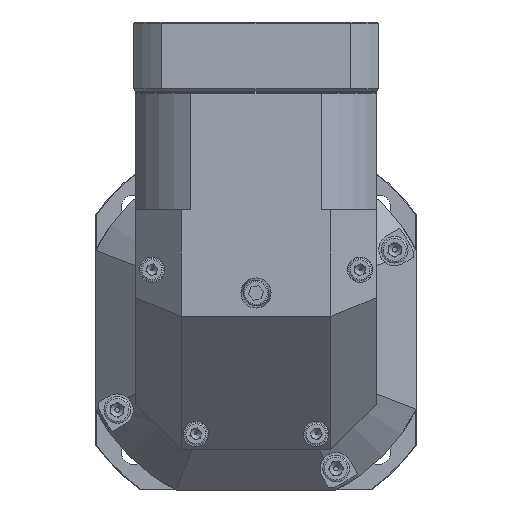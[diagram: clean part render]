
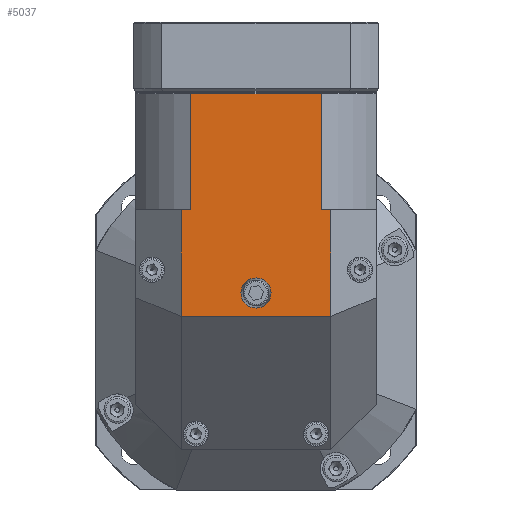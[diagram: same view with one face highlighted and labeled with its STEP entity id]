
A CAD part, front view. The second image highlights one B-rep face of the part: STEP entity #5037.
In plain terms, the highlighted planar face has unit normal (0, -1, 0).
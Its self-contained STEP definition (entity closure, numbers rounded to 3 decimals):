
#150=CARTESIAN_POINT('',(0.,-45.0,8.157));
#151=VERTEX_POINT('',#150);
#152=CARTESIAN_POINT('',(0.,-45.0,13.8));
#153=DIRECTION('',(0.0,-1.0,0.0));
#154=DIRECTION('',(0.0,0.0,-1.0));
#155=AXIS2_PLACEMENT_3D('',#152,#153,#154);
#156=CIRCLE('',#155,5.643);
#157=EDGE_CURVE('',#151,#151,#156,.T.);
#4963=CARTESIAN_POINT('',(-45.0,-45.0,88.8));
#4964=DIRECTION('',(0.0,-1.0,0.0));
#4965=DIRECTION('',(0.0,0.0,-1.0));
#4966=AXIS2_PLACEMENT_3D('',#4963,#4964,#4965);
#4967=PLANE('',#4966);
#4968=CARTESIAN_POINT('',(24.527,-45.0,45.));
#4969=VERTEX_POINT('',#4968);
#4970=CARTESIAN_POINT('',(24.527,-45.0,88.5));
#4971=VERTEX_POINT('',#4970);
#4972=CARTESIAN_POINT('',(24.527,-45.0,45.));
#4973=DIRECTION('',(0.0,0.0,1.0));
#4974=VECTOR('',#4973,43.5);
#4975=LINE('',#4972,#4974);
#4976=EDGE_CURVE('',#4969,#4971,#4975,.T.);
#4977=ORIENTED_EDGE('',*,*,#4976,.T.);
#4978=CARTESIAN_POINT('',(-24.527,-45.0,88.5));
#4979=VERTEX_POINT('',#4978);
#4980=CARTESIAN_POINT('',(24.527,-45.0,88.5));
#4981=DIRECTION('',(-1.0,0.0,0.0));
#4982=VECTOR('',#4981,49.054);
#4983=LINE('',#4980,#4982);
#4984=EDGE_CURVE('',#4971,#4979,#4983,.T.);
#4985=ORIENTED_EDGE('',*,*,#4984,.T.);
#4986=CARTESIAN_POINT('',(-24.527,-45.0,45.));
#4987=VERTEX_POINT('',#4986);
#4988=CARTESIAN_POINT('',(-24.527,-45.0,45.));
#4989=DIRECTION('',(0.0,0.0,1.0));
#4990=VECTOR('',#4989,43.5);
#4991=LINE('',#4988,#4990);
#4992=EDGE_CURVE('',#4987,#4979,#4991,.T.);
#4993=ORIENTED_EDGE('',*,*,#4992,.F.);
#4994=CARTESIAN_POINT('',(-28.,-45.0,45.));
#4995=VERTEX_POINT('',#4994);
#4996=CARTESIAN_POINT('',(-24.527,-45.0,45.));
#4997=DIRECTION('',(-1.0,0.0,0.0));
#4998=VECTOR('',#4997,3.473);
#4999=LINE('',#4996,#4998);
#5000=EDGE_CURVE('',#4987,#4995,#4999,.T.);
#5001=ORIENTED_EDGE('',*,*,#5000,.T.);
#5002=CARTESIAN_POINT('',(-28.,-45.0,5.));
#5003=VERTEX_POINT('',#5002);
#5004=CARTESIAN_POINT('',(-28.,-45.0,45.));
#5005=DIRECTION('',(0.0,0.0,-1.0));
#5006=VECTOR('',#5005,40.);
#5007=LINE('',#5004,#5006);
#5008=EDGE_CURVE('',#4995,#5003,#5007,.T.);
#5009=ORIENTED_EDGE('',*,*,#5008,.T.);
#5010=CARTESIAN_POINT('',(28.,-45.0,5.));
#5011=VERTEX_POINT('',#5010);
#5012=CARTESIAN_POINT('',(-28.,-45.0,5.));
#5013=DIRECTION('',(1.0,0.0,0.0));
#5014=VECTOR('',#5013,56.);
#5015=LINE('',#5012,#5014);
#5016=EDGE_CURVE('',#5003,#5011,#5015,.T.);
#5017=ORIENTED_EDGE('',*,*,#5016,.T.);
#5018=CARTESIAN_POINT('',(28.,-45.0,45.));
#5019=VERTEX_POINT('',#5018);
#5020=CARTESIAN_POINT('',(28.,-45.0,5.));
#5021=DIRECTION('',(0.0,0.0,1.0));
#5022=VECTOR('',#5021,40.);
#5023=LINE('',#5020,#5022);
#5024=EDGE_CURVE('',#5011,#5019,#5023,.T.);
#5025=ORIENTED_EDGE('',*,*,#5024,.T.);
#5026=CARTESIAN_POINT('',(28.,-45.0,45.));
#5027=DIRECTION('',(-1.0,0.0,0.0));
#5028=VECTOR('',#5027,3.473);
#5029=LINE('',#5026,#5028);
#5030=EDGE_CURVE('',#5019,#4969,#5029,.T.);
#5031=ORIENTED_EDGE('',*,*,#5030,.T.);
#5032=EDGE_LOOP('',(#4977,#4985,#4993,#5001,#5009,#5017,#5025,#5031));
#5033=FACE_OUTER_BOUND('',#5032,.T.);
#5034=ORIENTED_EDGE('',*,*,#157,.F.);
#5035=EDGE_LOOP('',(#5034));
#5036=FACE_BOUND('',#5035,.T.);
#5037=ADVANCED_FACE('',(#5033,#5036),#4967,.T.);
